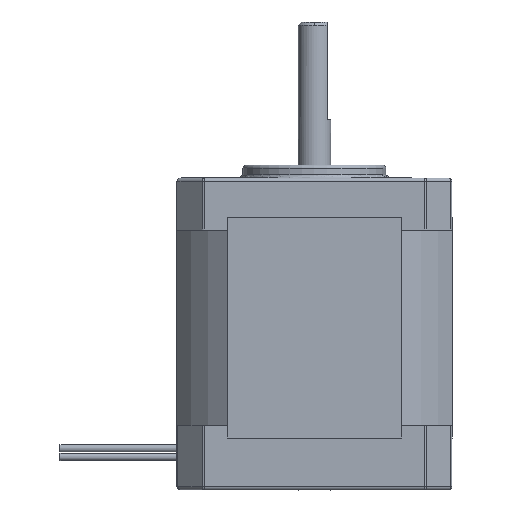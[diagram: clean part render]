
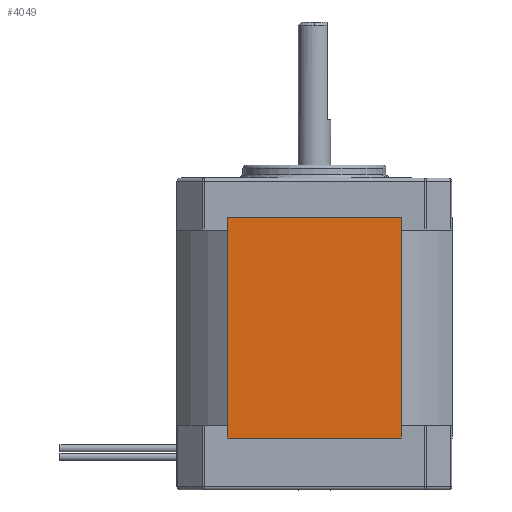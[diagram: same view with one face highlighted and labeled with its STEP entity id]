
A CAD part, left-side view. The second image highlights one B-rep face of the part: STEP entity #4049.
In plain terms, the highlighted planar face has unit normal (-1, 0, 0).
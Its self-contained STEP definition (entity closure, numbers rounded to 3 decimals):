
#85=PLANE('',#4457);
#542=FACE_OUTER_BOUND('',#795,.T.);
#795=EDGE_LOOP('',(#3350,#3351,#3352,#3353));
#1216=LINE('',#9142,#1563);
#1225=LINE('',#9172,#1572);
#1228=LINE('',#9180,#1575);
#1263=LINE('',#9278,#1610);
#1563=VECTOR('',#5167,1000.);
#1572=VECTOR('',#5196,1000.);
#1575=VECTOR('',#5205,1000.);
#1610=VECTOR('',#5294,1000.);
#2031=VERTEX_POINT('',#9140);
#2032=VERTEX_POINT('',#9141);
#2042=VERTEX_POINT('',#9169);
#2043=VERTEX_POINT('',#9171);
#2483=EDGE_CURVE('',#2031,#2032,#1216,.T.);
#2498=EDGE_CURVE('',#2042,#2043,#1225,.T.);
#2503=EDGE_CURVE('',#2031,#2043,#1228,.T.);
#2547=EDGE_CURVE('',#2042,#2032,#1263,.T.);
#3350=ORIENTED_EDGE('',*,*,#2503,.T.);
#3351=ORIENTED_EDGE('',*,*,#2498,.F.);
#3352=ORIENTED_EDGE('',*,*,#2547,.T.);
#3353=ORIENTED_EDGE('',*,*,#2483,.F.);
#4049=ADVANCED_FACE('',(#542),#85,.T.);
#4457=AXIS2_PLACEMENT_3D('',#9277,#5292,#5293);
#5167=DIRECTION('',(0.,0.,1.));
#5196=DIRECTION('',(0.,0.,-1.));
#5205=DIRECTION('',(0.,-1.,0.));
#5292=DIRECTION('center_axis',(-1.,0.,0.));
#5293=DIRECTION('ref_axis',(0.,1.,0.));
#5294=DIRECTION('',(0.,1.,0.));
#9140=CARTESIAN_POINT('',(-21.16,13.314,8.));
#9141=CARTESIAN_POINT('',(-21.16,13.314,42.));
#9142=CARTESIAN_POINT('',(-21.16,13.314,101.85));
#9169=CARTESIAN_POINT('',(-21.16,-13.314,42.));
#9171=CARTESIAN_POINT('',(-21.16,-13.314,8.));
#9172=CARTESIAN_POINT('',(-21.16,-13.314,101.85));
#9180=CARTESIAN_POINT('',(-21.16,0.,8.));
#9277=CARTESIAN_POINT('Origin',(-21.16,0.,101.85));
#9278=CARTESIAN_POINT('',(-21.16,0.,42.));
